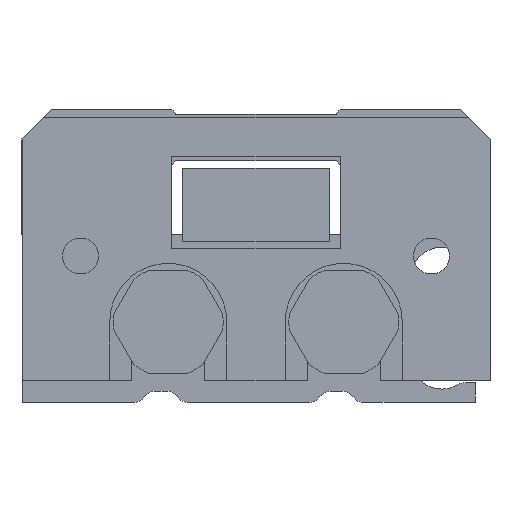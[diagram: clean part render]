
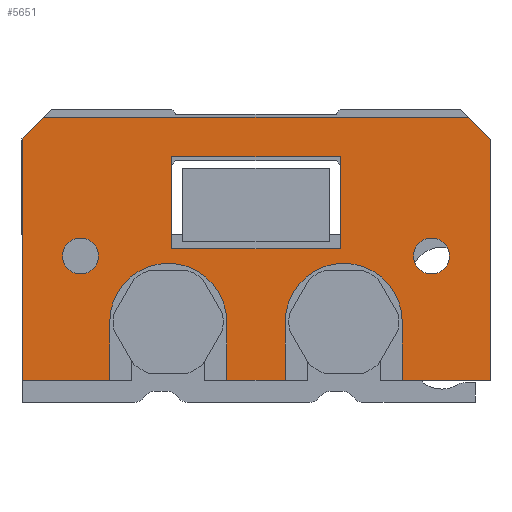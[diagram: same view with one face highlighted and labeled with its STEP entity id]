
A CAD part, front view. The second image highlights one B-rep face of the part: STEP entity #5651.
In plain terms, the highlighted planar face has unit normal (0, -1, 0).
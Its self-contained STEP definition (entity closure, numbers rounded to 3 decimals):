
#165=CIRCLE('',#6039,1.23);
#166=CIRCLE('',#6040,1.23);
#167=CIRCLE('',#6041,4.);
#168=CIRCLE('',#6042,4.);
#1051=ORIENTED_EDGE('',*,*,#1882,.F.);
#1052=ORIENTED_EDGE('',*,*,#1883,.F.);
#1053=ORIENTED_EDGE('',*,*,#1884,.F.);
#1054=ORIENTED_EDGE('',*,*,#1885,.F.);
#1055=ORIENTED_EDGE('',*,*,#1886,.T.);
#1056=ORIENTED_EDGE('',*,*,#1887,.T.);
#1057=ORIENTED_EDGE('',*,*,#1888,.T.);
#1058=ORIENTED_EDGE('',*,*,#1876,.F.);
#1059=ORIENTED_EDGE('',*,*,#1889,.F.);
#1060=ORIENTED_EDGE('',*,*,#1890,.T.);
#1061=ORIENTED_EDGE('',*,*,#1891,.F.);
#1062=ORIENTED_EDGE('',*,*,#1892,.T.);
#1063=ORIENTED_EDGE('',*,*,#1893,.F.);
#1064=ORIENTED_EDGE('',*,*,#1894,.F.);
#1065=ORIENTED_EDGE('',*,*,#1895,.F.);
#1066=ORIENTED_EDGE('',*,*,#1896,.F.);
#1067=ORIENTED_EDGE('',*,*,#1897,.F.);
#1068=ORIENTED_EDGE('',*,*,#1898,.F.);
#1069=ORIENTED_EDGE('',*,*,#1899,.T.);
#1070=ORIENTED_EDGE('',*,*,#1900,.T.);
#1876=EDGE_CURVE('',#2383,#2384,#2787,.T.);
#1882=EDGE_CURVE('',#2389,#2390,#2793,.T.);
#1883=EDGE_CURVE('',#2391,#2389,#2794,.T.);
#1884=EDGE_CURVE('',#2392,#2391,#2795,.T.);
#1885=EDGE_CURVE('',#2390,#2392,#2796,.T.);
#1886=EDGE_CURVE('',#2393,#2393,#165,.T.);
#1887=EDGE_CURVE('',#2394,#2394,#166,.T.);
#1888=EDGE_CURVE('',#2395,#2384,#2797,.T.);
#1889=EDGE_CURVE('',#2396,#2383,#2798,.T.);
#1890=EDGE_CURVE('',#2396,#2397,#2799,.F.);
#1891=EDGE_CURVE('',#2398,#2397,#2800,.T.);
#1892=EDGE_CURVE('',#2398,#2399,#2801,.F.);
#1893=EDGE_CURVE('',#2400,#2399,#2802,.T.);
#1894=EDGE_CURVE('',#2401,#2400,#2803,.T.);
#1895=EDGE_CURVE('',#2402,#2401,#2804,.T.);
#1896=EDGE_CURVE('',#2403,#2402,#167,.T.);
#1897=EDGE_CURVE('',#2404,#2403,#2805,.T.);
#1898=EDGE_CURVE('',#2405,#2404,#2806,.T.);
#1899=EDGE_CURVE('',#2405,#2406,#2807,.T.);
#1900=EDGE_CURVE('',#2406,#2395,#168,.T.);
#2383=VERTEX_POINT('',#8280);
#2384=VERTEX_POINT('',#8281);
#2389=VERTEX_POINT('',#8293);
#2390=VERTEX_POINT('',#8294);
#2391=VERTEX_POINT('',#8296);
#2392=VERTEX_POINT('',#8298);
#2393=VERTEX_POINT('',#8301);
#2394=VERTEX_POINT('',#8303);
#2395=VERTEX_POINT('',#8305);
#2396=VERTEX_POINT('',#8307);
#2397=VERTEX_POINT('',#8309);
#2398=VERTEX_POINT('',#8311);
#2399=VERTEX_POINT('',#8313);
#2400=VERTEX_POINT('',#8315);
#2401=VERTEX_POINT('',#8317);
#2402=VERTEX_POINT('',#8319);
#2403=VERTEX_POINT('',#8321);
#2404=VERTEX_POINT('',#8323);
#2405=VERTEX_POINT('',#8325);
#2406=VERTEX_POINT('',#8327);
#2787=LINE('',#8279,#3193);
#2793=LINE('',#8292,#3199);
#2794=LINE('',#8295,#3200);
#2795=LINE('',#8297,#3201);
#2796=LINE('',#8299,#3202);
#2797=LINE('',#8304,#3203);
#2798=LINE('',#8306,#3204);
#2799=LINE('',#8308,#3205);
#2800=LINE('',#8310,#3206);
#2801=LINE('',#8312,#3207);
#2802=LINE('',#8314,#3208);
#2803=LINE('',#8316,#3209);
#2804=LINE('',#8318,#3210);
#2805=LINE('',#8322,#3211);
#2806=LINE('',#8324,#3212);
#2807=LINE('',#8326,#3213);
#3193=VECTOR('',#6994,1000.);
#3199=VECTOR('',#7002,1000.);
#3200=VECTOR('',#7003,1000.);
#3201=VECTOR('',#7004,1000.);
#3202=VECTOR('',#7005,1000.);
#3203=VECTOR('',#7010,1000.);
#3204=VECTOR('',#7011,1000.);
#3205=VECTOR('',#7012,1000.);
#3206=VECTOR('',#7013,1000.);
#3207=VECTOR('',#7014,1000.);
#3208=VECTOR('',#7015,1000.);
#3209=VECTOR('',#7016,1000.);
#3210=VECTOR('',#7017,1000.);
#3211=VECTOR('',#7020,1000.);
#3212=VECTOR('',#7021,1000.);
#3213=VECTOR('',#7022,1000.);
#3598=EDGE_LOOP('',(#1051,#1052,#1053,#1054));
#3599=EDGE_LOOP('',(#1055));
#3600=EDGE_LOOP('',(#1056));
#3601=EDGE_LOOP('',(#1057,#1058,#1059,#1060,#1061,#1062,#1063,#1064,#1065,
#1066,#1067,#1068,#1069,#1070));
#3964=FACE_BOUND('',#3598,.T.);
#3965=FACE_BOUND('',#3599,.T.);
#3966=FACE_BOUND('',#3600,.T.);
#3967=FACE_BOUND('',#3601,.T.);
#4166=PLANE('',#6038);
#5651=ADVANCED_FACE('',(#3964,#3965,#3966,#3967),#4166,.F.);
#6038=AXIS2_PLACEMENT_3D('',#8291,#7000,#7001);
#6039=AXIS2_PLACEMENT_3D('',#8300,#7006,#7007);
#6040=AXIS2_PLACEMENT_3D('',#8302,#7008,#7009);
#6041=AXIS2_PLACEMENT_3D('',#8320,#7018,#7019);
#6042=AXIS2_PLACEMENT_3D('',#8328,#7023,#7024);
#6994=DIRECTION('',(-1.,0.,0.));
#7000=DIRECTION('',(0.,1.,0.));
#7001=DIRECTION('',(0.,0.,1.));
#7002=DIRECTION('',(1.,0.,0.));
#7003=DIRECTION('',(0.,0.,-1.));
#7004=DIRECTION('',(-1.,0.,0.));
#7005=DIRECTION('',(0.,0.,1.));
#7006=DIRECTION('',(0.,1.,0.));
#7007=DIRECTION('',(0.,0.,-1.));
#7008=DIRECTION('',(0.,1.,0.));
#7009=DIRECTION('',(0.,0.,-1.));
#7010=DIRECTION('',(0.,0.,-1.));
#7011=DIRECTION('',(0.,0.,-1.));
#7012=DIRECTION('',(0.707,0.,-0.707));
#7013=DIRECTION('',(1.,0.,0.));
#7014=DIRECTION('',(0.707,0.,0.707));
#7015=DIRECTION('',(0.,0.,1.));
#7016=DIRECTION('',(-1.,0.,0.));
#7017=DIRECTION('',(0.,0.,-1.));
#7018=DIRECTION('',(0.,-1.,0.));
#7019=DIRECTION('',(1.,0.,0.));
#7020=DIRECTION('',(0.,0.,1.));
#7021=DIRECTION('',(-1.,0.,0.));
#7022=DIRECTION('',(0.,0.,1.));
#7023=DIRECTION('',(0.,1.,0.));
#7024=DIRECTION('',(-1.,0.,0.));
#8279=CARTESIAN_POINT('',(16.,-5.,-14.25));
#8280=CARTESIAN_POINT('',(16.,-5.,-14.25));
#8281=CARTESIAN_POINT('',(10.,-5.,-14.25));
#8291=CARTESIAN_POINT('',(0.,-5.,0.));
#8292=CARTESIAN_POINT('',(-5.75,-5.,-5.25));
#8293=CARTESIAN_POINT('',(-5.75,-5.,-5.25));
#8294=CARTESIAN_POINT('',(5.75,-5.,-5.25));
#8295=CARTESIAN_POINT('',(-5.75,-5.,1.05));
#8296=CARTESIAN_POINT('',(-5.75,-5.,1.05));
#8297=CARTESIAN_POINT('',(5.75,-5.,1.05));
#8298=CARTESIAN_POINT('',(5.75,-5.,1.05));
#8299=CARTESIAN_POINT('',(5.75,-5.,-5.25));
#8300=CARTESIAN_POINT('',(-12.,-5.,-5.75));
#8301=CARTESIAN_POINT('',(-12.,-5.,-6.98));
#8302=CARTESIAN_POINT('',(12.,-5.,-5.75));
#8303=CARTESIAN_POINT('',(12.,-5.,-6.98));
#8304=CARTESIAN_POINT('',(10.,-5.,-14.25));
#8305=CARTESIAN_POINT('',(10.,-5.,-10.25));
#8306=CARTESIAN_POINT('',(16.,-5.,3.75));
#8307=CARTESIAN_POINT('',(16.,-5.,2.25));
#8308=CARTESIAN_POINT('',(14.5,-5.,3.75));
#8309=CARTESIAN_POINT('',(14.5,-5.,3.75));
#8310=CARTESIAN_POINT('',(-16.,-5.,3.75));
#8311=CARTESIAN_POINT('',(-14.5,-5.,3.75));
#8312=CARTESIAN_POINT('',(-16.,-5.,2.25));
#8313=CARTESIAN_POINT('',(-16.,-5.,2.25));
#8314=CARTESIAN_POINT('',(-16.,-5.,-14.25));
#8315=CARTESIAN_POINT('',(-16.,-5.,-14.25));
#8316=CARTESIAN_POINT('',(16.,-5.,-14.25));
#8317=CARTESIAN_POINT('',(-10.,-5.,-14.25));
#8318=CARTESIAN_POINT('',(-10.,-5.,-14.25));
#8319=CARTESIAN_POINT('',(-10.,-5.,-10.25));
#8320=CARTESIAN_POINT('',(-6.,-5.,-10.25));
#8321=CARTESIAN_POINT('',(-2.,-5.,-10.25));
#8322=CARTESIAN_POINT('',(-2.,-5.,-10.25));
#8323=CARTESIAN_POINT('',(-2.,-5.,-14.25));
#8324=CARTESIAN_POINT('',(16.,-5.,-14.25));
#8325=CARTESIAN_POINT('',(2.,-5.,-14.25));
#8326=CARTESIAN_POINT('',(2.,-5.,-10.25));
#8327=CARTESIAN_POINT('',(2.,-5.,-10.25));
#8328=CARTESIAN_POINT('',(6.,-5.,-10.25));
